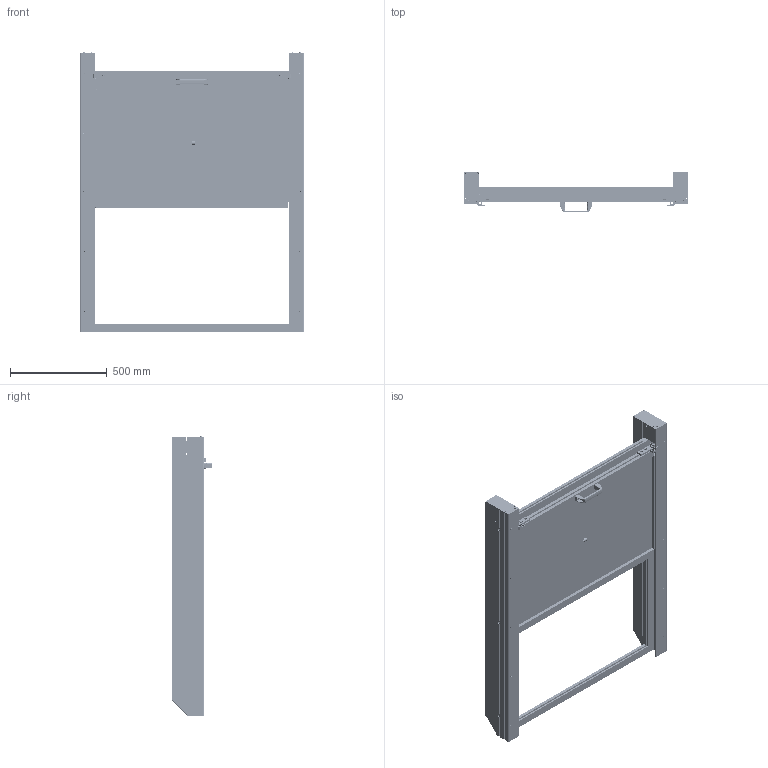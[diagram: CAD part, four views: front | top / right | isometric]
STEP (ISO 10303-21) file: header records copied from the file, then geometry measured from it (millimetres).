
FILE_DESCRIPTION(('STEP AP214'),'1');
FILE_NAME('SAFE08E6558.stp','2025-12-08T09:34:17',(' '),(' '),'Spatial InterOp 3D',' ',' ');
FILE_SCHEMA(('AUTOMOTIVE_DESIGN { 1 0 10303 214 1 1 1 1 }'));
Length unit declared in the file: millimetre
Products named in the file (125): Kit poignée PA 160; Vis CHC - M6x40; Ecrou hexagonal M6; Poignée PA 160; Porte guillotine - Ouverture H600x1000 basse hauteur seuil 40 - Montage avant; PanneauCompletEnRainure; Profil U; Polycarbonate ep 5mm; Fixation universelle 8 40 Zn; Écrou 8 St M8; Vis BHC - M8x30; Noix Universelle 8 D20; Porte guillotine h (version de base) <6306>; Kit de fixation; Vis FHC - M5x20; Écrou 8 St M5; Écrou 8 St M5 rainuré; Kit Equerre 8 80x80x80 Zn; Cache Cache 8 80x80x80 Zn noir; Vis BHC - M8x18; Écrou 8 St M8 rainuré; Vis BHC - M8x16; Equerre 8 80x80x80 Zn; Vis BHC - M5x14; Porte guillotine - Support axe pignon; Rondelle M 8; Vis CHC - M8x30; Porte guillotine - Axe pignon; Porte guillotine - Pignon avec roulement; Pignon A6B 23 dents; Roulement 6201-2Z_C3; Rondelle Z 6; Vis CHC - M6x20; Attache rapide; Ecrou à oeil M6; chaine simplifiée; Porte guillotine - Kit contrepoids; Rondelle Z 4; Ecrou hexagonal M4; Tige filetée M4 x 1000mm Acier Zingué ...
Assembly tree (279 placements, depth 6):
  Porte guillotine - Ouverture H600x1000 basse hauteur seuil 40 - Montage avant
    Kit poignée PA 160
      Vis CHC - M6x40  x2
      Ecrou hexagonal M6  x2
      Poignée PA 160
    PanneauCompletEnRainure
      Profil U  x2
      Profil U  x2
      Polycarbonate ep 5mm
    PanneauCompletEnRainure
      Profil U  x2
      Profil U  x2
      Polycarbonate ep 5mm
    Porte guillotine h (version de base) <6306>
      Fixation universelle 8 40 Zn  x6
        Écrou 8 St M8
        Vis BHC - M8x30
        Noix Universelle 8 D20
      Kit de fixation  x5
        Vis FHC - M5x20
        Écrou 8 St M5
      Kit de fixation  x5
        Vis FHC - M5x20
        Écrou 8 St M5 rainuré
      Kit Equerre 8 80x80x80 Zn  x2
        Cache Cache 8 80x80x80 Zn noir
        Kit de fixation
          Vis BHC - M8x18
          Écrou 8 St M8 rainuré
        Vis BHC - M8x16
        Equerre 8 80x80x80 Zn
      Kit de fixation  x16
        Vis BHC - M5x14
        Écrou 8 St M5 rainuré
      Porte guillotine - Support axe pignon  x2
      Kit de fixation  x2
        Vis BHC - M5x14
        Écrou 8 St M5 rainuré
      Kit de fixation  x2
        Rondelle M 8
        Vis CHC - M8x30
        Écrou 8 St M8
      Porte guillotine - Axe pignon  x2
      Porte guillotine - Pignon avec roulement  x2
        Pignon A6B 23 dents
        Roulement 6201-2Z_C3
      Rondelle Z 6  x2
      Vis CHC - M6x20  x2
      Attache rapide  x3
      Ecrou à oeil M6  x2
      chaine simplifiée  x2
      Porte guillotine - Kit contrepoids  x2
        Rondelle Z 4
        Ecrou hexagonal M4
        Tige filetée M4 x 1000mm Acier Zingué
        Vis CHC - M4x20
        Porte guillotine - Guide contrepoids
        Porte guillotine - Appui contrepoids
        Porte guillotine - Contrepoids
      Kit de fixation  x4
Bounding box: 1160 x 211.43 x 1444.8 mm (x, y, z)
Volume: 31729802.4 mm3; surface area: 9693560.3 mm2
Topology: 385 solids, 385 shells, 7079 faces, 17756 edges, 11497 vertices
Faces by surface type: plane 4681, cylinder 1844, cone 270, bspline 116, sphere 104, torus 64
Full cylindrical faces by diameter (mm): 2.2 x2, 2.3 x18, 2.5 x2, 3 x8, 3.3 x40, 3.5 x6, 3.6 x2, 3.7 x4, 4 x88, 4.2 x30, 4.3 x24, 4.5 x48, 4.917 x2, 5 x90, 5.5 x30, 6 x48, 6.2 x14, 6.4 x26, 6.5 x20, 6.6 x12, 6.7 x2, 6.78 x20, 6.8 x42, 7 x18, 7.9 x2, 8 x120, 8.2 x8, 8.4 x8, 8.5 x10, 9 x16
Entity records: 137126 total; most frequent: CARTESIAN_POINT 21406, DIRECTION 12998, ORIENTED_EDGE 12672, EDGE_CURVE 6336, PROPERTY_DEFINITION_REPRESENTATION 4657, GENERAL_PROPERTY_ASSOCIATION 4657, PROPERTY_DEFINITION 4657, REPRESENTATION 4657
